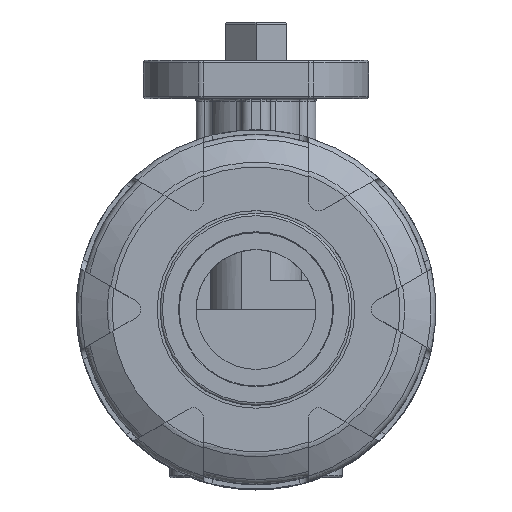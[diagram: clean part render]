
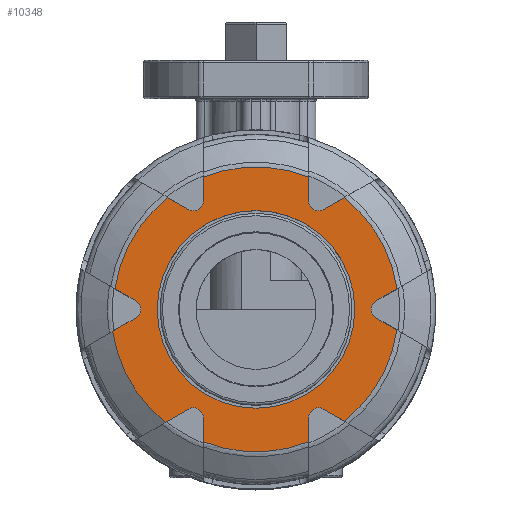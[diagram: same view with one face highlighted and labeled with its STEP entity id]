
A CAD part, top view. The second image highlights one B-rep face of the part: STEP entity #10348.
In plain terms, the highlighted planar face has unit normal (0, 0, 1).
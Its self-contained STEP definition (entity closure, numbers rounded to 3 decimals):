
#187=FACE_BOUND('',#1937,.T.);
#1313=FACE_OUTER_BOUND('',#1936,.T.);
#1936=EDGE_LOOP('',(#8813,#8814,#8815,#8816,#8817,#8818,#8819,#8820,#8821,
#8822,#8823,#8824,#8825,#8826,#8827,#8828,#8829,#8830,#8831,#8832,#8833,
#8834,#8835,#8836));
#1937=EDGE_LOOP('',(#8837));
#2533=LINE('',#19239,#3137);
#2541=LINE('',#19309,#3145);
#2572=LINE('',#19560,#3176);
#2573=LINE('',#19564,#3177);
#2574=LINE('',#19568,#3178);
#2575=LINE('',#19572,#3179);
#2576=LINE('',#19576,#3180);
#2577=LINE('',#19580,#3181);
#2578=LINE('',#19584,#3182);
#2579=LINE('',#19588,#3183);
#2580=LINE('',#19592,#3184);
#2581=LINE('',#19597,#3185);
#3137=VECTOR('',#13980,10.);
#3145=VECTOR('',#13998,10.);
#3176=VECTOR('',#14101,10.);
#3177=VECTOR('',#14104,10.);
#3178=VECTOR('',#14107,10.);
#3179=VECTOR('',#14110,10.);
#3180=VECTOR('',#14113,10.);
#3181=VECTOR('',#14116,10.);
#3182=VECTOR('',#14119,10.);
#3183=VECTOR('',#14122,10.);
#3184=VECTOR('',#14125,10.);
#3185=VECTOR('',#14132,10.);
#3647=CIRCLE('',#11242,20.6);
#3721=CIRCLE('',#11428,29.696);
#3723=CIRCLE('',#11431,2.);
#3724=CIRCLE('',#11432,30.232);
#3725=CIRCLE('',#11433,2.);
#3726=CIRCLE('',#11434,29.696);
#3727=CIRCLE('',#11435,2.);
#3728=CIRCLE('',#11436,29.696);
#3729=CIRCLE('',#11437,2.);
#3730=CIRCLE('',#11438,29.696);
#3731=CIRCLE('',#11439,2.);
#3732=CIRCLE('',#11440,29.696);
#3733=CIRCLE('',#11441,2.);
#4434=VERTEX_POINT('',#18333);
#4571=VERTEX_POINT('',#19231);
#4572=VERTEX_POINT('',#19238);
#4584=VERTEX_POINT('',#19306);
#4585=VERTEX_POINT('',#19308);
#4621=VERTEX_POINT('',#19541);
#4622=VERTEX_POINT('',#19548);
#4624=VERTEX_POINT('',#19559);
#4625=VERTEX_POINT('',#19561);
#4626=VERTEX_POINT('',#19563);
#4627=VERTEX_POINT('',#19565);
#4628=VERTEX_POINT('',#19567);
#4629=VERTEX_POINT('',#19569);
#4630=VERTEX_POINT('',#19571);
#4631=VERTEX_POINT('',#19573);
#4632=VERTEX_POINT('',#19575);
#4633=VERTEX_POINT('',#19577);
#4634=VERTEX_POINT('',#19579);
#4635=VERTEX_POINT('',#19581);
#4636=VERTEX_POINT('',#19583);
#4637=VERTEX_POINT('',#19585);
#4638=VERTEX_POINT('',#19587);
#4639=VERTEX_POINT('',#19589);
#4640=VERTEX_POINT('',#19591);
#4641=VERTEX_POINT('',#19595);
#5750=EDGE_CURVE('',#4434,#4434,#3647,.T.);
#5973=EDGE_CURVE('',#4571,#4572,#2533,.T.);
#5990=EDGE_CURVE('',#4584,#4585,#2541,.T.);
#6048=EDGE_CURVE('',#4621,#4622,#3721,.T.);
#6051=EDGE_CURVE('',#4624,#4621,#2572,.T.);
#6052=EDGE_CURVE('',#4625,#4624,#3723,.F.);
#6053=EDGE_CURVE('',#4626,#4625,#2573,.T.);
#6054=EDGE_CURVE('',#4627,#4626,#3724,.F.);
#6055=EDGE_CURVE('',#4628,#4627,#2574,.T.);
#6056=EDGE_CURVE('',#4629,#4628,#3725,.F.);
#6057=EDGE_CURVE('',#4630,#4629,#2575,.T.);
#6058=EDGE_CURVE('',#4631,#4630,#3726,.T.);
#6059=EDGE_CURVE('',#4632,#4631,#2576,.T.);
#6060=EDGE_CURVE('',#4633,#4632,#3727,.F.);
#6061=EDGE_CURVE('',#4634,#4633,#2577,.T.);
#6062=EDGE_CURVE('',#4635,#4634,#3728,.T.);
#6063=EDGE_CURVE('',#4636,#4635,#2578,.T.);
#6064=EDGE_CURVE('',#4637,#4636,#3729,.F.);
#6065=EDGE_CURVE('',#4638,#4637,#2579,.T.);
#6066=EDGE_CURVE('',#4639,#4638,#3730,.T.);
#6067=EDGE_CURVE('',#4640,#4639,#2580,.T.);
#6068=EDGE_CURVE('',#4572,#4640,#3731,.F.);
#6069=EDGE_CURVE('',#4585,#4571,#3732,.T.);
#6070=EDGE_CURVE('',#4641,#4584,#3733,.F.);
#6071=EDGE_CURVE('',#4622,#4641,#2581,.T.);
#8813=ORIENTED_EDGE('',*,*,#6048,.F.);
#8814=ORIENTED_EDGE('',*,*,#6051,.F.);
#8815=ORIENTED_EDGE('',*,*,#6052,.F.);
#8816=ORIENTED_EDGE('',*,*,#6053,.F.);
#8817=ORIENTED_EDGE('',*,*,#6054,.F.);
#8818=ORIENTED_EDGE('',*,*,#6055,.F.);
#8819=ORIENTED_EDGE('',*,*,#6056,.F.);
#8820=ORIENTED_EDGE('',*,*,#6057,.F.);
#8821=ORIENTED_EDGE('',*,*,#6058,.F.);
#8822=ORIENTED_EDGE('',*,*,#6059,.F.);
#8823=ORIENTED_EDGE('',*,*,#6060,.F.);
#8824=ORIENTED_EDGE('',*,*,#6061,.F.);
#8825=ORIENTED_EDGE('',*,*,#6062,.F.);
#8826=ORIENTED_EDGE('',*,*,#6063,.F.);
#8827=ORIENTED_EDGE('',*,*,#6064,.F.);
#8828=ORIENTED_EDGE('',*,*,#6065,.F.);
#8829=ORIENTED_EDGE('',*,*,#6066,.F.);
#8830=ORIENTED_EDGE('',*,*,#6067,.F.);
#8831=ORIENTED_EDGE('',*,*,#6068,.F.);
#8832=ORIENTED_EDGE('',*,*,#5973,.F.);
#8833=ORIENTED_EDGE('',*,*,#6069,.F.);
#8834=ORIENTED_EDGE('',*,*,#5990,.F.);
#8835=ORIENTED_EDGE('',*,*,#6070,.F.);
#8836=ORIENTED_EDGE('',*,*,#6071,.F.);
#8837=ORIENTED_EDGE('',*,*,#5750,.T.);
#9314=PLANE('',#11430);
#10348=ADVANCED_FACE('',(#1313,#187),#9314,.T.);
#11242=AXIS2_PLACEMENT_3D('',#18334,#13608,#13609);
#11428=AXIS2_PLACEMENT_3D('',#19549,#14095,#14096);
#11430=AXIS2_PLACEMENT_3D('',#19558,#14099,#14100);
#11431=AXIS2_PLACEMENT_3D('',#19562,#14102,#14103);
#11432=AXIS2_PLACEMENT_3D('',#19566,#14105,#14106);
#11433=AXIS2_PLACEMENT_3D('',#19570,#14108,#14109);
#11434=AXIS2_PLACEMENT_3D('',#19574,#14111,#14112);
#11435=AXIS2_PLACEMENT_3D('',#19578,#14114,#14115);
#11436=AXIS2_PLACEMENT_3D('',#19582,#14117,#14118);
#11437=AXIS2_PLACEMENT_3D('',#19586,#14120,#14121);
#11438=AXIS2_PLACEMENT_3D('',#19590,#14123,#14124);
#11439=AXIS2_PLACEMENT_3D('',#19593,#14126,#14127);
#11440=AXIS2_PLACEMENT_3D('',#19594,#14128,#14129);
#11441=AXIS2_PLACEMENT_3D('',#19596,#14130,#14131);
#13608=DIRECTION('center_axis',(0.,0.,-1.));
#13609=DIRECTION('ref_axis',(1.,0.,0.));
#13980=DIRECTION('',(0.,-1.,0.));
#13998=DIRECTION('',(0.,1.,0.));
#14095=DIRECTION('center_axis',(0.,0.,-1.));
#14096=DIRECTION('ref_axis',(-0.866,0.5,0.));
#14099=DIRECTION('center_axis',(0.,0.,1.));
#14100=DIRECTION('ref_axis',(1.,0.,0.));
#14101=DIRECTION('',(-0.866,0.5,0.));
#14102=DIRECTION('center_axis',(0.,0.,-1.));
#14103=DIRECTION('ref_axis',(1.,0.,0.));
#14104=DIRECTION('',(0.866,0.5,0.));
#14105=DIRECTION('center_axis',(0.,0.,1.));
#14106=DIRECTION('ref_axis',(0.5,-0.866,0.));
#14107=DIRECTION('',(-0.866,-0.5,0.));
#14108=DIRECTION('center_axis',(0.,0.,-1.));
#14109=DIRECTION('ref_axis',(0.5,0.866,0.));
#14110=DIRECTION('',(0.,1.,0.));
#14111=DIRECTION('center_axis',(0.,0.,-1.));
#14112=DIRECTION('ref_axis',(0.,-1.,0.));
#14113=DIRECTION('',(0.,-1.,0.));
#14114=DIRECTION('center_axis',(0.,0.,-1.));
#14115=DIRECTION('ref_axis',(-0.5,0.866,0.));
#14116=DIRECTION('',(-0.866,0.5,0.));
#14117=DIRECTION('center_axis',(0.,0.,-1.));
#14118=DIRECTION('ref_axis',(0.866,-0.5,0.));
#14119=DIRECTION('',(0.866,-0.5,0.));
#14120=DIRECTION('center_axis',(0.,0.,-1.));
#14121=DIRECTION('ref_axis',(-1.,0.,0.));
#14122=DIRECTION('',(-0.866,-0.5,0.));
#14123=DIRECTION('center_axis',(0.,0.,-1.));
#14124=DIRECTION('ref_axis',(0.866,0.5,0.));
#14125=DIRECTION('',(0.866,0.5,0.));
#14126=DIRECTION('center_axis',(0.,0.,-1.));
#14127=DIRECTION('ref_axis',(-0.5,-0.866,0.));
#14128=DIRECTION('center_axis',(0.,0.,-1.));
#14129=DIRECTION('ref_axis',(0.,1.,0.));
#14130=DIRECTION('center_axis',(0.,0.,-1.));
#14131=DIRECTION('ref_axis',(0.5,-0.866,0.));
#14132=DIRECTION('',(0.866,-0.5,0.));
#18333=CARTESIAN_POINT('',(-20.6,0.,54.));
#18334=CARTESIAN_POINT('Origin',(0.,0.,54.));
#19231=CARTESIAN_POINT('',(11.,27.584,54.));
#19238=CARTESIAN_POINT('',(11.,22.517,54.));
#19239=CARTESIAN_POINT('',(11.,148.018,54.));
#19306=CARTESIAN_POINT('',(-11.,22.517,54.));
#19308=CARTESIAN_POINT('',(-11.,27.584,54.));
#19309=CARTESIAN_POINT('',(-11.,148.018,54.));
#19541=CARTESIAN_POINT('',(-29.388,4.266,54.));
#19548=CARTESIAN_POINT('',(-18.388,23.318,54.));
#19549=CARTESIAN_POINT('Origin',(0.,0.,54.));
#19558=CARTESIAN_POINT('Origin',(0.,0.,54.));
#19559=CARTESIAN_POINT('',(-25.,1.732,54.));
#19560=CARTESIAN_POINT('',(-133.688,64.483,54.));
#19561=CARTESIAN_POINT('',(-25.,-1.732,54.));
#19562=CARTESIAN_POINT('Origin',(-26.,0.,
54.));
#19563=CARTESIAN_POINT('',(-29.887,-4.554,54.));
#19564=CARTESIAN_POINT('',(-133.688,-64.483,54.));
#19565=CARTESIAN_POINT('',(-18.887,-23.606,54.));
#19566=CARTESIAN_POINT('Origin',(0.,0.,54.));
#19567=CARTESIAN_POINT('',(-14.,-20.785,54.));
#19568=CARTESIAN_POINT('',(-122.688,-83.535,54.));
#19569=CARTESIAN_POINT('',(-11.,-22.517,54.));
#19570=CARTESIAN_POINT('Origin',(-13.,-22.517,54.));
#19571=CARTESIAN_POINT('',(-11.,-27.584,54.));
#19572=CARTESIAN_POINT('',(-11.,-148.018,54.));
#19573=CARTESIAN_POINT('',(11.,-27.584,54.));
#19574=CARTESIAN_POINT('Origin',(0.,0.,54.));
#19575=CARTESIAN_POINT('',(11.,-22.517,54.));
#19576=CARTESIAN_POINT('',(11.,-148.018,54.));
#19577=CARTESIAN_POINT('',(14.,-20.785,54.));
#19578=CARTESIAN_POINT('Origin',(13.,-22.517,54.));
#19579=CARTESIAN_POINT('',(18.388,-23.318,54.));
#19580=CARTESIAN_POINT('',(122.688,-83.535,54.));
#19581=CARTESIAN_POINT('',(29.388,-4.266,54.));
#19582=CARTESIAN_POINT('Origin',(0.,0.,54.));
#19583=CARTESIAN_POINT('',(25.,-1.732,54.));
#19584=CARTESIAN_POINT('',(133.688,-64.483,54.));
#19585=CARTESIAN_POINT('',(25.,1.732,54.));
#19586=CARTESIAN_POINT('Origin',(26.,0.,54.));
#19587=CARTESIAN_POINT('',(29.388,4.266,54.));
#19588=CARTESIAN_POINT('',(133.688,64.483,54.));
#19589=CARTESIAN_POINT('',(18.388,23.318,54.));
#19590=CARTESIAN_POINT('Origin',(0.,0.,54.));
#19591=CARTESIAN_POINT('',(14.,20.785,54.));
#19592=CARTESIAN_POINT('',(122.688,83.535,54.));
#19593=CARTESIAN_POINT('Origin',(13.,22.517,54.));
#19594=CARTESIAN_POINT('Origin',(0.,0.,54.));
#19595=CARTESIAN_POINT('',(-14.,20.785,54.));
#19596=CARTESIAN_POINT('Origin',(-13.,22.517,54.));
#19597=CARTESIAN_POINT('',(-122.688,83.535,54.));
